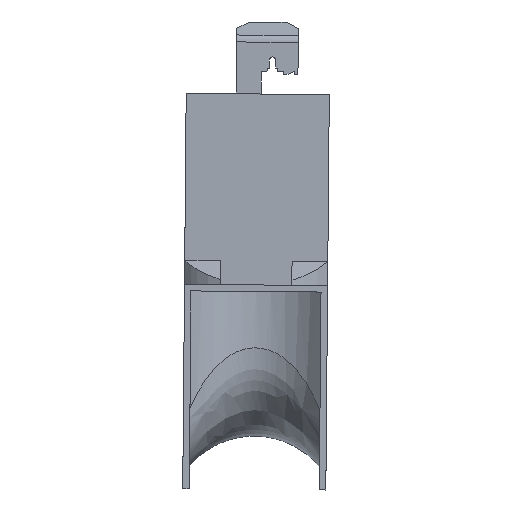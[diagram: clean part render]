
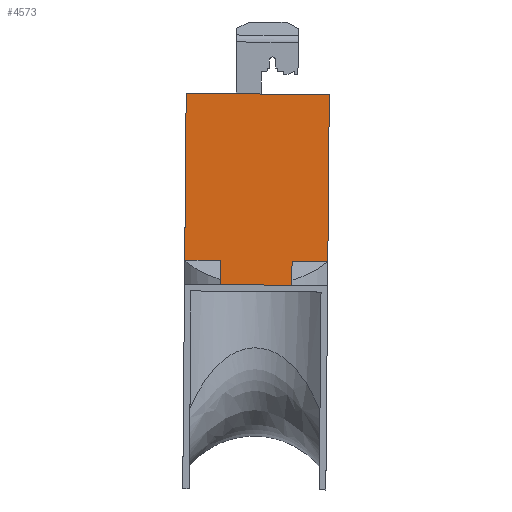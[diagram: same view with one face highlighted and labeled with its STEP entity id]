
A CAD part, left-side view. The second image highlights one B-rep face of the part: STEP entity #4573.
In plain terms, the highlighted planar face has unit normal (-1, 0, 0).
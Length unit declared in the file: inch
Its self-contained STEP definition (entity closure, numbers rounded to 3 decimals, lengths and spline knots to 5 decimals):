
#60 = ORIENTED_EDGE ( 'NONE', *, *, #2385, .F. ) ;
#85 = VERTEX_POINT ( 'NONE', #815 ) ;
#91 = CARTESIAN_POINT ( 'NONE',  ( 0.37865, -0.88021, -1.86031 ) ) ;
#235 = CARTESIAN_POINT ( 'NONE',  ( 0.37865, -0.88021, -1.86031 ) ) ;
#298 = LINE ( 'NONE', #1883, #4516 ) ;
#347 = EDGE_LOOP ( 'NONE', ( #5307, #2552, #2184, #4762, #3127, #936, #60, #4198 ) ) ;
#377 = PLANE ( 'NONE',  #4395 ) ;
#536 = CARTESIAN_POINT ( 'NONE',  ( 0.37865, 0.87227, -2.13764 ) ) ;
#622 = CARTESIAN_POINT ( 'NONE',  ( 0.37865, 0.43224, -1.84885 ) ) ;
#709 = DIRECTION ( 'NONE',  ( 1., 0., 0. ) ) ;
#815 = CARTESIAN_POINT ( 'NONE',  ( 0.37865, -0.43948, -2.22909 ) ) ;
#856 = LINE ( 'NONE', #3571, #2349 ) ;
#936 = ORIENTED_EDGE ( 'NONE', *, *, #2636, .F. ) ;
#1017 = CARTESIAN_POINT ( 'NONE',  ( 0.37865, -0.89804, 0.182 ) ) ;
#1066 = EDGE_CURVE ( 'NONE', #2396, #4428, #1950, .T. ) ;
#1095 = DIRECTION ( 'NONE',  ( 0., 1., 0.009 ) ) ;
#1218 = DIRECTION ( 'NONE',  ( 0., 0.009, -1. ) ) ;
#1254 = CARTESIAN_POINT ( 'NONE',  ( 0.37865, -0.002, -2.22527 ) ) ;
#1297 = VERTEX_POINT ( 'NONE', #1478 ) ;
#1469 = EDGE_CURVE ( 'NONE', #4079, #2396, #856, .T. ) ;
#1478 = CARTESIAN_POINT ( 'NONE',  ( 0.37865, 0.43224, -1.84885 ) ) ;
#1608 = VERTEX_POINT ( 'NONE', #91 ) ;
#1631 = LINE ( 'NONE', #622, #3551 ) ;
#1645 = DIRECTION ( 'NONE',  ( 0., 1., 0.009 ) ) ;
#1787 = CARTESIAN_POINT ( 'NONE',  ( 0.37865, 0.43549, -2.22145 ) ) ;
#1865 = EDGE_CURVE ( 'NONE', #85, #3136, #2301, .T. ) ;
#1883 = CARTESIAN_POINT ( 'NONE',  ( 0.37865, 0.43551, -2.22395 ) ) ;
#1950 = LINE ( 'NONE', #536, #5082 ) ;
#2184 = ORIENTED_EDGE ( 'NONE', *, *, #4372, .F. ) ;
#2301 = LINE ( 'NONE', #1254, #4969 ) ;
#2349 = VECTOR ( 'NONE', #1095, 39.37008 ) ;
#2385 = EDGE_CURVE ( 'NONE', #3136, #1297, #298, .T. ) ;
#2396 = VERTEX_POINT ( 'NONE', #4800 ) ;
#2407 = DIRECTION ( 'NONE',  ( 0., 1., 0. ) ) ;
#2486 = VECTOR ( 'NONE', #4781, 39.37008 ) ;
#2552 = ORIENTED_EDGE ( 'NONE', *, *, #4452, .F. ) ;
#2636 = EDGE_CURVE ( 'NONE', #1297, #4428, #1631, .T. ) ;
#2797 = CARTESIAN_POINT ( 'NONE',  ( 0.37865, 0.76453, -1.88857 ) ) ;
#2802 = LINE ( 'NONE', #4893, #3747 ) ;
#3127 = ORIENTED_EDGE ( 'NONE', *, *, #1066, .T. ) ;
#3136 = VERTEX_POINT ( 'NONE', #1787 ) ;
#3142 = DIRECTION ( 'NONE',  ( 0., 1., 0.009 ) ) ;
#3208 = CARTESIAN_POINT ( 'NONE',  ( 0.37865, -0.44273, -1.85649 ) ) ;
#3520 = CARTESIAN_POINT ( 'NONE',  ( 0.37865, -0.87766, -2.15291 ) ) ;
#3551 = VECTOR ( 'NONE', #4700, 39.37008 ) ;
#3571 = CARTESIAN_POINT ( 'NONE',  ( 0.37865, -0.89804, 0.182 ) ) ;
#3747 = VECTOR ( 'NONE', #1218, 39.37008 ) ;
#3889 = LINE ( 'NONE', #235, #4972 ) ;
#4079 = VERTEX_POINT ( 'NONE', #1017 ) ;
#4198 = ORIENTED_EDGE ( 'NONE', *, *, #1865, .F. ) ;
#4351 = CARTESIAN_POINT ( 'NONE',  ( 0.37865, 0.86972, -1.84503 ) ) ;
#4372 = EDGE_CURVE ( 'NONE', #4079, #1608, #4657, .T. ) ;
#4395 = AXIS2_PLACEMENT_3D ( 'NONE', #2797, #709, #2407 ) ;
#4428 = VERTEX_POINT ( 'NONE', #4351 ) ;
#4452 = EDGE_CURVE ( 'NONE', #1608, #5007, #3889, .T. ) ;
#4516 = VECTOR ( 'NONE', #4739, 39.37008 ) ;
#4573 = ADVANCED_FACE ( 'NONE', ( #4849 ), #377, .F. ) ;
#4657 = LINE ( 'NONE', #3520, #2486 ) ;
#4700 = DIRECTION ( 'NONE',  ( 0., 1., 0.009 ) ) ;
#4739 = DIRECTION ( 'NONE',  ( 0., -0.009, 1. ) ) ;
#4762 = ORIENTED_EDGE ( 'NONE', *, *, #1469, .T. ) ;
#4781 = DIRECTION ( 'NONE',  ( 0., 0.009, -1. ) ) ;
#4800 = CARTESIAN_POINT ( 'NONE',  ( 0.37865, 0.8519, 0.19728 ) ) ;
#4849 = FACE_OUTER_BOUND ( 'NONE', #347, .T. ) ;
#4893 = CARTESIAN_POINT ( 'NONE',  ( 0.37865, -0.44273, -1.85649 ) ) ;
#4969 = VECTOR ( 'NONE', #1645, 39.37008 ) ;
#4972 = VECTOR ( 'NONE', #3142, 39.37008 ) ;
#5007 = VERTEX_POINT ( 'NONE', #3208 ) ;
#5017 = DIRECTION ( 'NONE',  ( 0., 0.009, -1. ) ) ;
#5032 = EDGE_CURVE ( 'NONE', #5007, #85, #2802, .T. ) ;
#5082 = VECTOR ( 'NONE', #5017, 39.37008 ) ;
#5307 = ORIENTED_EDGE ( 'NONE', *, *, #5032, .F. ) ;
